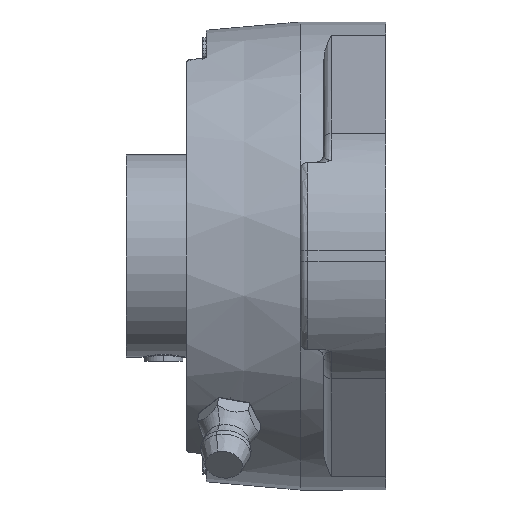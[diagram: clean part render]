
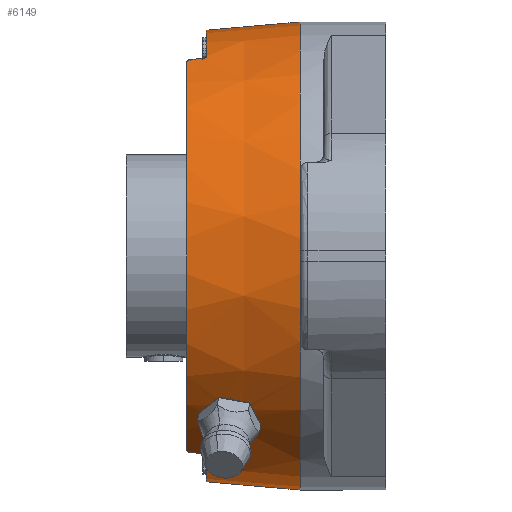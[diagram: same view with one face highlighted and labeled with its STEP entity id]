
A CAD part, left-side view. The second image highlights one B-rep face of the part: STEP entity #6149.
In plain terms, the highlighted conical face has half-angle 5 degrees and reference radius 29.366 mm.
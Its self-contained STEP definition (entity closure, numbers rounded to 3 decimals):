
#237=CARTESIAN_POINT('',(0.,5.5,0.));
#238=DIRECTION('',(0.,1.,0.));
#239=DIRECTION('',(-0.93,0.,-0.367));
#240=AXIS2_PLACEMENT_3D('',#237,#238,#239);
#301=CARTESIAN_POINT('',(0.,5.5,0.));
#302=DIRECTION('',(0.,1.,0.));
#303=DIRECTION('',(0.,0.,-1.));
#304=AXIS2_PLACEMENT_3D('',#301,#302,#303);
#466=CARTESIAN_POINT('',(0.,5.5,0.));
#467=DIRECTION('',(0.,1.,0.));
#468=DIRECTION('',(-0.93,0.,0.367));
#469=AXIS2_PLACEMENT_3D('',#466,#467,#468);
#723=CARTESIAN_POINT('',(-18.813,14.491,-22.349));
#724=CARTESIAN_POINT('',(-18.828,14.255,-22.364));
#725=CARTESIAN_POINT('',(-18.909,13.783,-22.349));
#726=CARTESIAN_POINT('',(-19.178,13.13,-22.195));
#727=CARTESIAN_POINT('',(-19.569,12.589,-21.917));
#728=CARTESIAN_POINT('',(-20.043,12.202,-21.531));
#729=CARTESIAN_POINT('',(-20.557,12.001,-21.066));
#730=CARTESIAN_POINT('',(-21.066,12.001,-20.557));
#731=CARTESIAN_POINT('',(-21.531,12.202,-20.043));
#732=CARTESIAN_POINT('',(-21.917,12.589,-19.569));
#733=CARTESIAN_POINT('',(-22.195,13.13,-19.178));
#734=CARTESIAN_POINT('',(-22.349,13.783,-18.909));
#735=CARTESIAN_POINT('',(-22.364,14.255,-18.828));
#736=CARTESIAN_POINT('',(-22.349,14.491,-18.813));
#738=CARTESIAN_POINT('',(-22.349,14.491,-18.813));
#739=CARTESIAN_POINT('',(-22.334,14.728,-18.799));
#740=CARTESIAN_POINT('',(-22.26,15.204,-18.822));
#741=CARTESIAN_POINT('',(-22.024,15.86,-19.011));
#742=CARTESIAN_POINT('',(-21.679,16.405,-19.334));
#743=CARTESIAN_POINT('',(-21.246,16.795,-19.759));
#744=CARTESIAN_POINT('',(-20.757,16.999,-20.248));
#745=CARTESIAN_POINT('',(-20.248,16.999,-20.757));
#746=CARTESIAN_POINT('',(-19.759,16.795,-21.246));
#747=CARTESIAN_POINT('',(-19.334,16.405,-21.679));
#748=CARTESIAN_POINT('',(-19.011,15.86,-22.024));
#749=CARTESIAN_POINT('',(-18.822,15.204,-22.26));
#750=CARTESIAN_POINT('',(-18.799,14.728,-22.334));
#751=CARTESIAN_POINT('',(-18.813,14.491,-22.349));
#753=CARTESIAN_POINT('',(-13.858,19.5,25.218));
#754=CARTESIAN_POINT('',(-13.854,19.565,25.214));
#755=CARTESIAN_POINT('',(-13.87,19.696,25.192));
#756=CARTESIAN_POINT('',(-13.959,19.863,25.126));
#757=CARTESIAN_POINT('',(-14.101,19.974,25.036));
#758=CARTESIAN_POINT('',(-14.215,20.,24.969));
#759=CARTESIAN_POINT('',(-14.273,20.,24.935));
#761=CARTESIAN_POINT('',(-13.944,18.,25.321));
#762=CARTESIAN_POINT('',(-13.93,18.25,25.304));
#763=CARTESIAN_POINT('',(-13.901,18.751,25.27));
#764=CARTESIAN_POINT('',(-13.872,19.25,25.235));
#765=CARTESIAN_POINT('',(-13.858,19.5,25.218));
#767=CARTESIAN_POINT('',(0.,17.5,0.));
#768=DIRECTION('',(0.,1.,0.));
#769=DIRECTION('',(-0.467,0.,0.884));
#770=AXIS2_PLACEMENT_3D('',#767,#768,#769);
#772=CARTESIAN_POINT('',(0.,17.5,0.));
#773=DIRECTION('',(0.,1.,0.));
#774=DIRECTION('',(0.,0.,-1.));
#775=AXIS2_PLACEMENT_3D('',#772,#773,#774);
#777=CARTESIAN_POINT('',(-13.858,19.5,-25.218));
#778=CARTESIAN_POINT('',(-13.872,19.25,-25.235));
#779=CARTESIAN_POINT('',(-13.901,18.751,-25.27));
#780=CARTESIAN_POINT('',(-13.93,18.25,-25.304));
#781=CARTESIAN_POINT('',(-13.944,18.,-25.321));
#783=CARTESIAN_POINT('',(-14.273,20.,-24.935));
#784=CARTESIAN_POINT('',(-14.215,20.,-24.969));
#785=CARTESIAN_POINT('',(-14.101,19.974,-25.036));
#786=CARTESIAN_POINT('',(-13.959,19.863,-25.126));
#787=CARTESIAN_POINT('',(-13.87,19.696,-25.192));
#788=CARTESIAN_POINT('',(-13.854,19.565,-25.214));
#789=CARTESIAN_POINT('',(-13.858,19.5,-25.218));
#3637=CARTESIAN_POINT('',(-13.523,17.5,25.598));
#3638=CARTESIAN_POINT('',(-13.583,17.5,25.566));
#3639=CARTESIAN_POINT('',(-13.699,17.526,25.501));
#3640=CARTESIAN_POINT('',(-13.842,17.638,25.413));
#3641=CARTESIAN_POINT('',(-13.932,17.805,25.347));
#3642=CARTESIAN_POINT('',(-13.948,17.935,25.325));
#3643=CARTESIAN_POINT('',(-13.944,18.,25.321));
#3667=CARTESIAN_POINT('',(0.,20.,0.));
#3668=DIRECTION('',(0.,1.,0.));
#3669=DIRECTION('',(-0.497,0.,-0.868));
#3670=AXIS2_PLACEMENT_3D('',#3667,#3668,#3669);
#3707=CARTESIAN_POINT('',(-13.944,18.,-25.321));
#3708=CARTESIAN_POINT('',(-13.948,17.935,
-25.325));
#3709=CARTESIAN_POINT('',(-13.932,17.805,
-25.347));
#3710=CARTESIAN_POINT('',(-13.842,17.638,
-25.413));
#3711=CARTESIAN_POINT('',(-13.699,17.526,
-25.501));
#3712=CARTESIAN_POINT('',(-13.583,17.5,-25.566));
#3713=CARTESIAN_POINT('',(-13.523,17.5,-25.598));
#3820=DIRECTION('',(0.,-0.996,-0.087));
#3821=VECTOR('',#3820,12.046);
#3822=CARTESIAN_POINT('',(0.,17.5,-28.95));
#3823=LINE('',#3822,#3821);
#3824=DIRECTION('',(0.,-0.996,0.087));
#3825=VECTOR('',#3824,12.046);
#3826=CARTESIAN_POINT('',(0.,17.5,28.95));
#3827=LINE('',#3826,#3825);
#4050=VERTEX_POINT('',#723);
#4051=VERTEX_POINT('',#736);
#4155=CARTESIAN_POINT('',(-27.911,5.5,11.));
#4157=VERTEX_POINT('',#4155);
#4170=CARTESIAN_POINT('',(-27.911,5.5,-11.));
#4171=VERTEX_POINT('',#4170);
#4208=CARTESIAN_POINT('',(0.,5.5,-30.));
#4209=VERTEX_POINT('',#4208);
#4210=CARTESIAN_POINT('',(0.,5.5,30.));
#4211=VERTEX_POINT('',#4210);
#4264=CARTESIAN_POINT('',(0.,17.5,-28.95));
#4265=VERTEX_POINT('',#4264);
#4266=CARTESIAN_POINT('',(0.,17.5,28.95));
#4267=VERTEX_POINT('',#4266);
#5008=CARTESIAN_POINT('',(-13.944,18.,25.321));
#5010=VERTEX_POINT('',#5008);
#5012=CARTESIAN_POINT('',(-13.523,17.5,25.598));
#5014=VERTEX_POINT('',#5012);
#5017=CARTESIAN_POINT('',(-13.523,17.5,-25.598));
#5019=VERTEX_POINT('',#5017);
#5021=CARTESIAN_POINT('',(-13.944,18.,-25.321));
#5023=VERTEX_POINT('',#5021);
#5040=VERTEX_POINT('',#753);
#5041=VERTEX_POINT('',#759);
#5046=VERTEX_POINT('',#783);
#5047=VERTEX_POINT('',#789);
#6111=CARTESIAN_POINT('',(0.,12.75,0.));
#6112=DIRECTION('',(0.,-1.,0.));
#6113=DIRECTION('',(0.,0.,1.));
#6114=AXIS2_PLACEMENT_3D('',#6111,#6112,#6113);
#6115=CONICAL_SURFACE('',#6114,29.366,5.);
#6117=ORIENTED_EDGE('',*,*,#6116,.F.);
#6119=ORIENTED_EDGE('',*,*,#6118,.F.);
#6121=ORIENTED_EDGE('',*,*,#6120,.F.);
#6123=ORIENTED_EDGE('',*,*,#6122,.T.);
#6125=ORIENTED_EDGE('',*,*,#6124,.T.);
#6126=ORIENTED_EDGE('',*,*,#5722,.F.);
#6127=ORIENTED_EDGE('',*,*,#5368,.F.);
#6128=ORIENTED_EDGE('',*,*,#5499,.F.);
#6130=ORIENTED_EDGE('',*,*,#6129,.F.);
#6132=ORIENTED_EDGE('',*,*,#6131,.T.);
#6134=ORIENTED_EDGE('',*,*,#6133,.F.);
#6136=ORIENTED_EDGE('',*,*,#6135,.F.);
#6138=ORIENTED_EDGE('',*,*,#6137,.F.);
#6140=ORIENTED_EDGE('',*,*,#6139,.T.);
#6141=EDGE_LOOP('',(#6117,#6119,#6121,#6123,#6125,#6126,#6127,#6128,#6130,#6132,
#6134,#6136,#6138,#6140));
#6142=FACE_OUTER_BOUND('',#6141,.F.);
#6144=ORIENTED_EDGE('',*,*,#6143,.T.);
#6146=ORIENTED_EDGE('',*,*,#6145,.T.);
#6147=EDGE_LOOP('',(#6144,#6146));
#6148=FACE_BOUND('',#6147,.F.);
#6149=ADVANCED_FACE('',(#6142,#6148),#6115,.T.);
#241=CIRCLE('',#240,30.);
#305=CIRCLE('',#304,30.);
#470=CIRCLE('',#469,30.);
#737=B_SPLINE_CURVE_WITH_KNOTS('',3,(#723,#724,#725,#726,#727,#728,#729,#730,
#731,#732,#733,#734,#735,#736),.UNSPECIFIED.,.F.,.F.,(4,1,1,1,1,1,1,1,1,1,1,4),(
0.,0.091,0.182,0.273,0.364,
0.455,0.545,0.636,0.727,
0.818,0.909,1.),.UNSPECIFIED.);
#752=B_SPLINE_CURVE_WITH_KNOTS('',3,(#738,#739,#740,#741,#742,#743,#744,#745,
#746,#747,#748,#749,#750,#751),.UNSPECIFIED.,.F.,.F.,(4,1,1,1,1,1,1,1,1,1,1,4),(
0.,0.091,0.182,0.273,0.364,
0.455,0.545,0.636,0.727,
0.818,0.909,1.),.UNSPECIFIED.);
#760=B_SPLINE_CURVE_WITH_KNOTS('',3,(#753,#754,#755,#756,#757,#758,#759),
.UNSPECIFIED.,.F.,.F.,(4,1,1,1,4),(0.,0.25,0.5,0.75,1.),
.UNSPECIFIED.);
#766=B_SPLINE_CURVE_WITH_KNOTS('',3,(#761,#762,#763,#764,#765),.UNSPECIFIED.,
.F.,.F.,(4,1,4),(0.,0.5,1.),.UNSPECIFIED.);
#771=CIRCLE('',#770,28.95);
#776=CIRCLE('',#775,28.95);
#782=B_SPLINE_CURVE_WITH_KNOTS('',3,(#777,#778,#779,#780,#781),.UNSPECIFIED.,
.F.,.F.,(4,1,4),(0.,0.5,1.),.UNSPECIFIED.);
#790=B_SPLINE_CURVE_WITH_KNOTS('',3,(#783,#784,#785,#786,#787,#788,#789),
.UNSPECIFIED.,.F.,.F.,(4,1,1,1,4),(0.,0.25,0.5,0.75,1.),
.UNSPECIFIED.);
#3644=B_SPLINE_CURVE_WITH_KNOTS('',3,(#3637,#3638,#3639,#3640,#3641,#3642,
#3643),.UNSPECIFIED.,.F.,.F.,(4,1,1,1,4),(0.,0.25,0.5,0.75,1.),
.UNSPECIFIED.);
#3671=CIRCLE('',#3670,28.731);
#3714=B_SPLINE_CURVE_WITH_KNOTS('',3,(#3707,#3708,#3709,#3710,#3711,#3712,
#3713),.UNSPECIFIED.,.F.,.F.,(4,1,1,1,4),(0.,0.25,0.5,0.75,1.),
.UNSPECIFIED.);
#5368=EDGE_CURVE('',#4171,#4157,#241,.T.);
#5499=EDGE_CURVE('',#4209,#4171,#305,.T.);
#5722=EDGE_CURVE('',#4157,#4211,#470,.T.);
#6116=EDGE_CURVE('',#5040,#5041,#760,.T.);
#6118=EDGE_CURVE('',#5010,#5040,#766,.T.);
#6120=EDGE_CURVE('',#5014,#5010,#3644,.T.);
#6122=EDGE_CURVE('',#5014,#4267,#771,.T.);
#6124=EDGE_CURVE('',#4267,#4211,#3827,.T.);
#6129=EDGE_CURVE('',#4265,#4209,#3823,.T.);
#6131=EDGE_CURVE('',#4265,#5019,#776,.T.);
#6133=EDGE_CURVE('',#5023,#5019,#3714,.T.);
#6135=EDGE_CURVE('',#5047,#5023,#782,.T.);
#6137=EDGE_CURVE('',#5046,#5047,#790,.T.);
#6139=EDGE_CURVE('',#5046,#5041,#3671,.T.);
#6143=EDGE_CURVE('',#4050,#4051,#737,.T.);
#6145=EDGE_CURVE('',#4051,#4050,#752,.T.);
